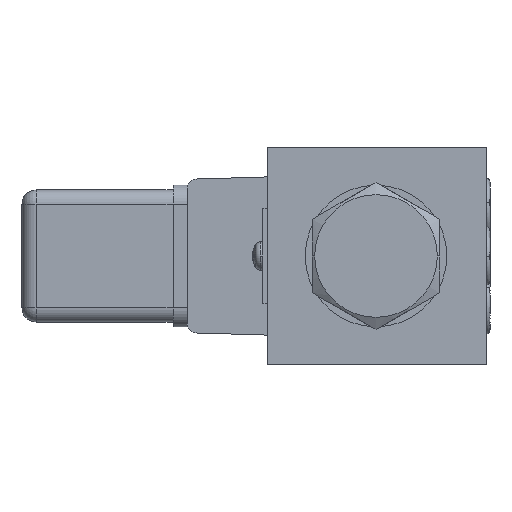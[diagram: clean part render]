
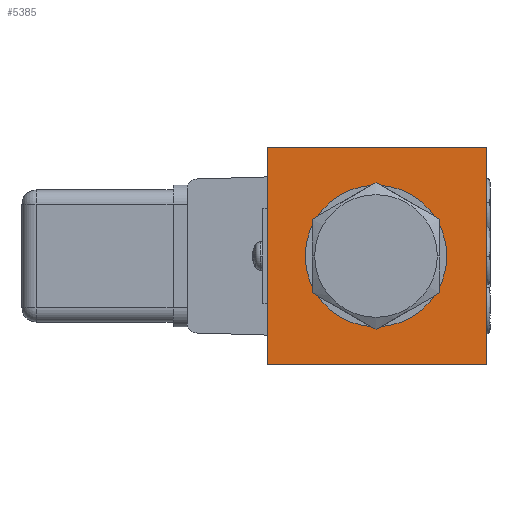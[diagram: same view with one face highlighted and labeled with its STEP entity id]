
A CAD part, left-side view. The second image highlights one B-rep face of the part: STEP entity #5385.
In plain terms, the highlighted planar face has unit normal (-1, 0, 0).
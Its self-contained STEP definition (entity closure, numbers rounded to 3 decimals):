
#249 = DIRECTION ( 'NONE',  ( 0., 0., 1. ) ) ;
#455 = DIRECTION ( 'NONE',  ( 0., 0., 1. ) ) ;
#976 = DIRECTION ( 'NONE',  ( 0., 0., -1. ) ) ;
#1019 = CIRCLE ( 'NONE', #1812, 15. ) ;
#1168 = CARTESIAN_POINT ( 'NONE',  ( 0., 46.5, 0. ) ) ;
#1478 = DIRECTION ( 'NONE',  ( -1., 0., 0. ) ) ;
#1703 = DIRECTION ( 'NONE',  ( 1., 0., 0. ) ) ;
#1790 = VERTEX_POINT ( 'NONE', #13247 ) ;
#1812 = AXIS2_PLACEMENT_3D ( 'NONE', #3004, #1703, #6715 ) ;
#2149 = CARTESIAN_POINT ( 'NONE',  ( 0., 0., 0. ) ) ;
#2543 = EDGE_CURVE ( 'NONE', #14563, #1790, #1019, .T. ) ;
#2909 = LINE ( 'NONE', #5624, #10334 ) ;
#3004 = CARTESIAN_POINT ( 'NONE',  ( 0., 23.5, 23. ) ) ;
#3061 = ORIENTED_EDGE ( 'NONE', *, *, #5383, .F. ) ;
#3256 = VERTEX_POINT ( 'NONE', #5181 ) ;
#3977 = AXIS2_PLACEMENT_3D ( 'NONE', #11816, #1478, #249 ) ;
#4685 = AXIS2_PLACEMENT_3D ( 'NONE', #14835, #14589, #976 ) ;
#4834 = LINE ( 'NONE', #16081, #10270 ) ;
#5181 = CARTESIAN_POINT ( 'NONE',  ( 0., 0., 46. ) ) ;
#5383 = EDGE_CURVE ( 'NONE', #11441, #14840, #4834, .T. ) ;
#5385 = ADVANCED_FACE ( 'NONE', ( #12473, #12948 ), #6809, .T. ) ;
#5624 = CARTESIAN_POINT ( 'NONE',  ( 0., 46.5, 0. ) ) ;
#6309 = DIRECTION ( 'NONE',  ( 0., 1., 0. ) ) ;
#6470 = LINE ( 'NONE', #10159, #15307 ) ;
#6715 = DIRECTION ( 'NONE',  ( 0., 0., -1. ) ) ;
#6809 = PLANE ( 'NONE',  #3977 ) ;
#8116 = VERTEX_POINT ( 'NONE', #10886 ) ;
#8260 = ORIENTED_EDGE ( 'NONE', *, *, #2543, .T. ) ;
#9413 = EDGE_CURVE ( 'NONE', #11441, #3256, #12962, .T. ) ;
#9765 = EDGE_LOOP ( 'NONE', ( #12851, #9923, #3061, #14798 ) ) ;
#9867 = EDGE_CURVE ( 'NONE', #3256, #8116, #6470, .T. ) ;
#9923 = ORIENTED_EDGE ( 'NONE', *, *, #10975, .F. ) ;
#10159 = CARTESIAN_POINT ( 'NONE',  ( 0., 0., 46. ) ) ;
#10270 = VECTOR ( 'NONE', #14925, 1000. ) ;
#10334 = VECTOR ( 'NONE', #455, 1000. ) ;
#10886 = CARTESIAN_POINT ( 'NONE',  ( 0., 46.5, 46. ) ) ;
#10975 = EDGE_CURVE ( 'NONE', #14840, #8116, #2909, .T. ) ;
#11441 = VERTEX_POINT ( 'NONE', #2149 ) ;
#11816 = CARTESIAN_POINT ( 'NONE',  ( 0., 0., 0. ) ) ;
#11893 = EDGE_LOOP ( 'NONE', ( #15417, #8260 ) ) ;
#12473 = FACE_OUTER_BOUND ( 'NONE', #9765, .T. ) ;
#12820 = CIRCLE ( 'NONE', #4685, 15. ) ;
#12851 = ORIENTED_EDGE ( 'NONE', *, *, #9867, .T. ) ;
#12948 = FACE_BOUND ( 'NONE', #11893, .T. ) ;
#12962 = LINE ( 'NONE', #15591, #15267 ) ;
#13247 = CARTESIAN_POINT ( 'NONE',  ( 0., 23.5, 8. ) ) ;
#14351 = DIRECTION ( 'NONE',  ( 0., 0., 1. ) ) ;
#14563 = VERTEX_POINT ( 'NONE', #14593 ) ;
#14589 = DIRECTION ( 'NONE',  ( 1., 0., 0. ) ) ;
#14593 = CARTESIAN_POINT ( 'NONE',  ( 0., 23.5, 38. ) ) ;
#14798 = ORIENTED_EDGE ( 'NONE', *, *, #9413, .T. ) ;
#14835 = CARTESIAN_POINT ( 'NONE',  ( 0., 23.5, 23. ) ) ;
#14840 = VERTEX_POINT ( 'NONE', #1168 ) ;
#14925 = DIRECTION ( 'NONE',  ( 0., 1., 0. ) ) ;
#15267 = VECTOR ( 'NONE', #14351, 1000. ) ;
#15307 = VECTOR ( 'NONE', #6309, 1000. ) ;
#15417 = ORIENTED_EDGE ( 'NONE', *, *, #16188, .T. ) ;
#15591 = CARTESIAN_POINT ( 'NONE',  ( 0., 0., 0. ) ) ;
#16081 = CARTESIAN_POINT ( 'NONE',  ( 0., 0., 0. ) ) ;
#16188 = EDGE_CURVE ( 'NONE', #1790, #14563, #12820, .T. ) ;
